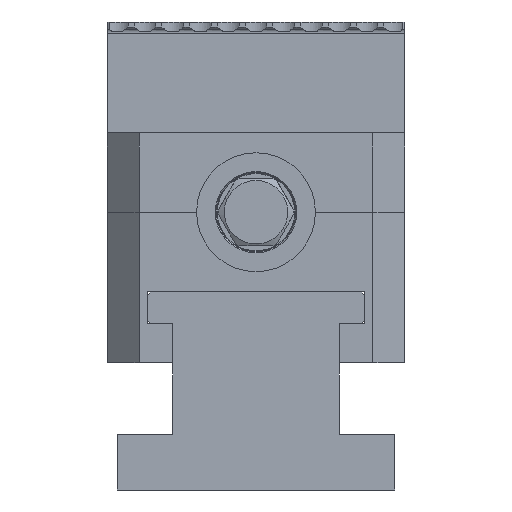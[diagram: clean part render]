
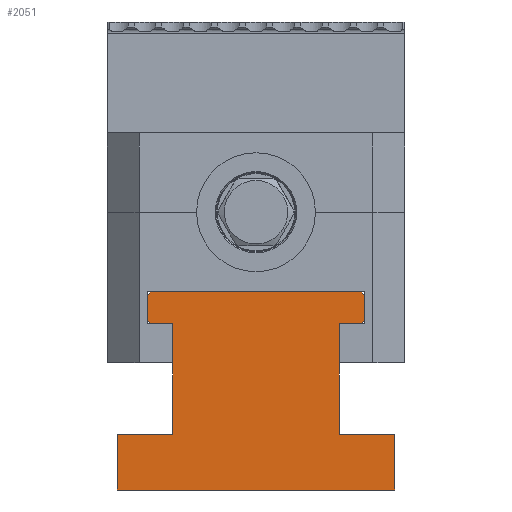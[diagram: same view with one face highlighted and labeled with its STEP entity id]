
A CAD part, left-side view. The second image highlights one B-rep face of the part: STEP entity #2051.
In plain terms, the highlighted planar face has unit normal (-1, 0, 0).
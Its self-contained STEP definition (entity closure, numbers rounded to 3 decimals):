
#2051=ADVANCED_FACE('',(#3007),#2557,.T.);
#2557=PLANE('',#14067);
#3007=FACE_OUTER_BOUND('',#3959,.T.);
#3959=EDGE_LOOP('',(#6590,#6591,#6592,#6593,#6594,#6595,#6596,#6597,#6598,
#6599,#6600,#6601,#6602,#6603,#6604,#6605));
#6590=ORIENTED_EDGE('',*,*,#10119,.F.);
#6591=ORIENTED_EDGE('',*,*,#10120,.T.);
#6592=ORIENTED_EDGE('',*,*,#10121,.F.);
#6593=ORIENTED_EDGE('',*,*,#10122,.F.);
#6594=ORIENTED_EDGE('',*,*,#10123,.F.);
#6595=ORIENTED_EDGE('',*,*,#10079,.F.);
#6596=ORIENTED_EDGE('',*,*,#10103,.T.);
#6597=ORIENTED_EDGE('',*,*,#10118,.T.);
#6598=ORIENTED_EDGE('',*,*,#10124,.F.);
#6599=ORIENTED_EDGE('',*,*,#10125,.F.);
#6600=ORIENTED_EDGE('',*,*,#10126,.F.);
#6601=ORIENTED_EDGE('',*,*,#10127,.T.);
#6602=ORIENTED_EDGE('',*,*,#10104,.T.);
#6603=ORIENTED_EDGE('',*,*,#10128,.T.);
#6604=ORIENTED_EDGE('',*,*,#10112,.T.);
#6605=ORIENTED_EDGE('',*,*,#10129,.T.);
#8536=VERTEX_POINT('',#21303);
#8537=VERTEX_POINT('',#21305);
#8555=VERTEX_POINT('',#21350);
#8556=VERTEX_POINT('',#21354);
#8557=VERTEX_POINT('',#21355);
#8564=VERTEX_POINT('',#21371);
#8565=VERTEX_POINT('',#21372);
#8569=VERTEX_POINT('',#21382);
#8570=VERTEX_POINT('',#21386);
#8571=VERTEX_POINT('',#21387);
#8572=VERTEX_POINT('',#21389);
#8573=VERTEX_POINT('',#21391);
#8574=VERTEX_POINT('',#21393);
#8575=VERTEX_POINT('',#21396);
#8576=VERTEX_POINT('',#21398);
#8577=VERTEX_POINT('',#21400);
#10079=EDGE_CURVE('',#8536,#8537,#11251,.T.);
#10103=EDGE_CURVE('',#8536,#8555,#11269,.T.);
#10104=EDGE_CURVE('',#8556,#8557,#11270,.T.);
#10112=EDGE_CURVE('',#8564,#8565,#11276,.T.);
#10118=EDGE_CURVE('',#8555,#8569,#11282,.T.);
#10119=EDGE_CURVE('',#8570,#8571,#11283,.T.);
#10120=EDGE_CURVE('',#8570,#8572,#11284,.T.);
#10121=EDGE_CURVE('',#8573,#8572,#11285,.T.);
#10122=EDGE_CURVE('',#8574,#8573,#11286,.T.);
#10123=EDGE_CURVE('',#8537,#8574,#11287,.T.);
#10124=EDGE_CURVE('',#8575,#8569,#11288,.T.);
#10125=EDGE_CURVE('',#8576,#8575,#11289,.T.);
#10126=EDGE_CURVE('',#8577,#8576,#11290,.T.);
#10127=EDGE_CURVE('',#8577,#8556,#11291,.T.);
#10128=EDGE_CURVE('',#8557,#8564,#11292,.T.);
#10129=EDGE_CURVE('',#8565,#8571,#11293,.T.);
#11251=LINE('',#21304,#12167);
#11269=LINE('',#21351,#12185);
#11270=LINE('',#21353,#12186);
#11276=LINE('',#21370,#12192);
#11282=LINE('',#21383,#12198);
#11283=LINE('',#21385,#12199);
#11284=LINE('',#21388,#12200);
#11285=LINE('',#21390,#12201);
#11286=LINE('',#21392,#12202);
#11287=LINE('',#21394,#12203);
#11288=LINE('',#21395,#12204);
#11289=LINE('',#21397,#12205);
#11290=LINE('',#21399,#12206);
#11291=LINE('',#21401,#12207);
#11292=LINE('',#21402,#12208);
#11293=LINE('',#21403,#12209);
#12167=VECTOR('',#17122,1.);
#12185=VECTOR('',#17160,1.);
#12186=VECTOR('',#17163,1.);
#12192=VECTOR('',#17175,1.);
#12198=VECTOR('',#17183,1.);
#12199=VECTOR('',#17186,1.);
#12200=VECTOR('',#17187,1.);
#12201=VECTOR('',#17188,1.);
#12202=VECTOR('',#17189,1.);
#12203=VECTOR('',#17190,1.);
#12204=VECTOR('',#17191,1.);
#12205=VECTOR('',#17192,1.);
#12206=VECTOR('',#17193,1.);
#12207=VECTOR('',#17194,1.);
#12208=VECTOR('',#17195,1.);
#12209=VECTOR('',#17196,1.);
#14067=AXIS2_PLACEMENT_3D('',#21404,#17197,#17198);
#17122=DIRECTION('',(0.,0.,1.));
#17160=DIRECTION('',(0.,-1.,0.));
#17163=DIRECTION('',(0.,0.,1.));
#17175=DIRECTION('',(0.,1.,0.));
#17183=DIRECTION('',(0.,0.,1.));
#17186=DIRECTION('',(0.,0.,1.));
#17187=DIRECTION('',(0.,-0.707,-0.707));
#17188=DIRECTION('',(0.,1.,0.));
#17189=DIRECTION('',(0.,0.,1.));
#17190=DIRECTION('',(0.,-1.,0.));
#17191=DIRECTION('',(0.,-1.,0.));
#17192=DIRECTION('',(0.,0.,-1.));
#17193=DIRECTION('',(0.,1.,0.));
#17194=DIRECTION('',(0.,-0.707,0.707));
#17195=DIRECTION('',(0.,0.707,0.707));
#17196=DIRECTION('',(0.,0.707,-0.707));
#17197=DIRECTION('',(-1.,0.,0.));
#17198=DIRECTION('',(0.,0.,1.));
#21303=CARTESIAN_POINT('',(-371.5,35.,-105.6));
#21304=CARTESIAN_POINT('',(-371.5,35.,-105.8));
#21305=CARTESIAN_POINT('',(-371.5,35.,-91.6));
#21350=CARTESIAN_POINT('',(-371.5,-35.,-105.6));
#21351=CARTESIAN_POINT('',(-371.5,0.,-105.6));
#21353=CARTESIAN_POINT('',(-371.5,-27.5,-105.8));
#21354=CARTESIAN_POINT('',(-371.5,-27.5,-62.7));
#21355=CARTESIAN_POINT('',(-371.5,-27.5,-56.5));
#21370=CARTESIAN_POINT('',(-371.5,0.,-55.6));
#21371=CARTESIAN_POINT('',(-371.5,-26.6,-55.6));
#21372=CARTESIAN_POINT('',(-371.5,26.6,-55.6));
#21382=CARTESIAN_POINT('',(-371.5,-35.,-91.6));
#21383=CARTESIAN_POINT('',(-371.5,-35.,-105.8));
#21385=CARTESIAN_POINT('',(-371.5,27.5,-105.8));
#21386=CARTESIAN_POINT('',(-371.5,27.5,-62.7));
#21387=CARTESIAN_POINT('',(-371.5,27.5,-56.5));
#21388=CARTESIAN_POINT('',(-371.5,-7.8,-98.));
#21389=CARTESIAN_POINT('',(-371.5,26.6,-63.6));
#21390=CARTESIAN_POINT('',(-371.5,0.,-63.6));
#21391=CARTESIAN_POINT('',(-371.5,21.,-63.6));
#21392=CARTESIAN_POINT('',(-371.5,21.,-105.8));
#21393=CARTESIAN_POINT('',(-371.5,21.,-91.6));
#21394=CARTESIAN_POINT('',(-371.5,0.,-91.6));
#21395=CARTESIAN_POINT('',(-371.5,0.,-91.6));
#21396=CARTESIAN_POINT('',(-371.5,-21.,-91.6));
#21397=CARTESIAN_POINT('',(-371.5,-21.,-105.8));
#21398=CARTESIAN_POINT('',(-371.5,-21.,-63.6));
#21399=CARTESIAN_POINT('',(-371.5,0.,-63.6));
#21400=CARTESIAN_POINT('',(-371.5,-26.6,-63.6));
#21401=CARTESIAN_POINT('',(-371.5,7.8,-98.));
#21402=CARTESIAN_POINT('',(-371.5,-38.4,-67.4));
#21403=CARTESIAN_POINT('',(-371.5,38.4,-67.4));
#21404=CARTESIAN_POINT('',(-371.5,0.,-105.8));
